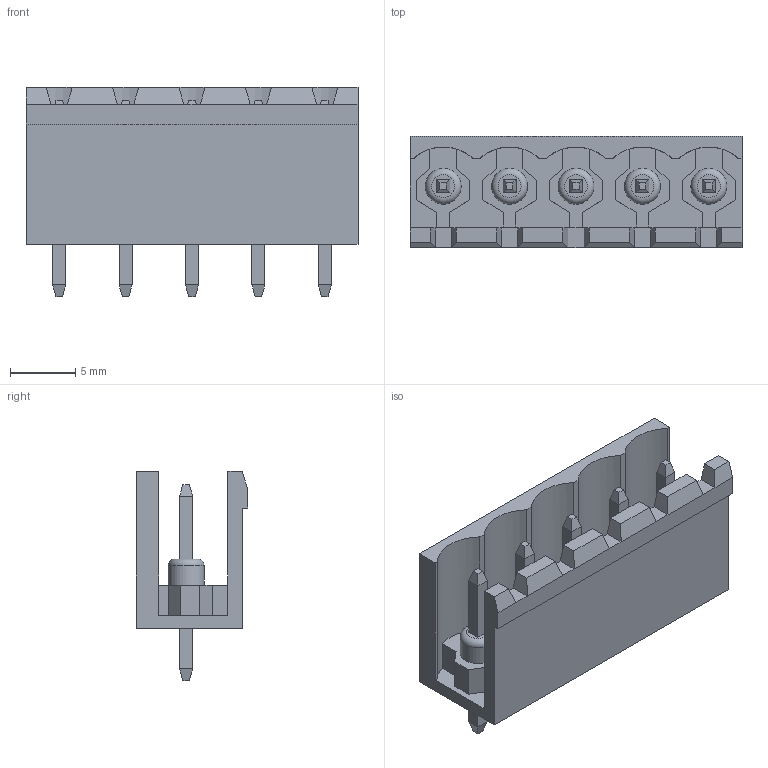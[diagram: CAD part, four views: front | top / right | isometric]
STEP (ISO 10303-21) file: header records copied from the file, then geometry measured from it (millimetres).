
FILE_DESCRIPTION( ( 'Unknown' ), '1' );
FILE_NAME( '691311500005.stp', 'Unknown', ( 'Unknown' ), ( 'Unknown' ), 'PSStep 15.0.49', 'Unknown', ' ' );
FILE_SCHEMA( ( 'AUTOMOTIVE_DESIGN { 1 0 10303 214 1 1 1 1 }' ) );
Length unit declared in the file: millimetre
Products named in the file (3): Assem1; 6913115000xx_PIN; 691311500105
Assembly tree (6 placements, depth 2):
  Assem1
    6913115000xx_PIN  x5
    691311500105
Bounding box: 25.4 x 8.5 x 16 mm (x, y, z)
Volume: 1003.2 mm3; surface area: 2332.8 mm2
Topology: 6 solids, 6 shells, 250 faces, 664 edges, 426 vertices
Faces by surface type: plane 235, cylinder 10, torus 5
Full cylindrical faces by diameter (mm): 2.75 x5
Entity records: 7750 total; most frequent: CARTESIAN_POINT 1095, ORIENTED_EDGE 1074, DIRECTION 974, EDGE_CURVE 537, LINE 502, VECTOR 502, VERTEX_POINT 357, AXIS2_PLACEMENT_3D 236
